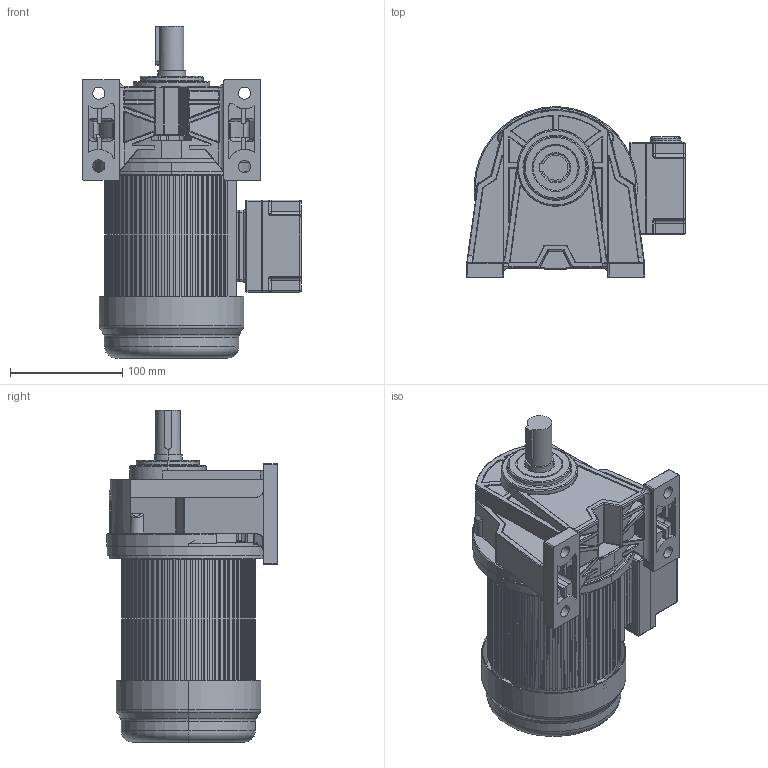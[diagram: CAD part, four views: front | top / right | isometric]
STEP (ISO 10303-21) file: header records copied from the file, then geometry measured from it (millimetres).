
FILE_DESCRIPTION((''),'2;1');
FILE_NAME('ASM0007_ASM','2022-02-26T',('gkkg'),(''),'PRO/ENGINEER BY PARAMETRIC TECHNOLOGY CORPORATION, 2010280','PRO/ENGINEER BY PARAMETRIC TECHNOLOGY CORPORATION, 2010280','');
FILE_SCHEMA(('CONFIG_CONTROL_DESIGN'));
Products named in the file (16): PRT0006; PRT0009; _ASM0010; ASM0010_ASM; PRT0005; ASM0009_ASM; ASM0008_ASM; PRT0010; PRT0011; PRT0012; PRT0019; ASM0003_ASM_ASM; PRT0020; ASM0002_ASM_ASM; 82-82__ASM; ASM0007_ASM
Assembly tree (15 placements, depth 5):
  ASM0007_ASM
    ASM0008_ASM
      ASM0009_ASM
        ASM0010_ASM
          PRT0006
          PRT0009
          _ASM0010
        PRT0005
    PRT0010
    PRT0011
    PRT0012
    82-82__ASM
      ASM0002_ASM_ASM
        ASM0003_ASM_ASM
          PRT0019
        PRT0020
Bounding box: 195.19 x 152.19 x 296.41 mm (x, y, z)
Volume: 638865.6 mm3; surface area: 498931.2 mm2
Topology: 8 solids, 13 shells, 4510 faces, 12785 edges, 8294 vertices
Faces by surface type: plane 2468, cylinder 1198, torus 460, bspline 227, cone 86, sphere 67, extrusion 4
Entity records: 164346 total; most frequent: CARTESIAN_POINT 45497, ORIENTED_EDGE 25422, DIRECTION 24585, EDGE_CURVE 12716, VERTEX_POINT 8293, AXIS2_PLACEMENT_3D 8250, VECTOR 8085, LINE 8081
